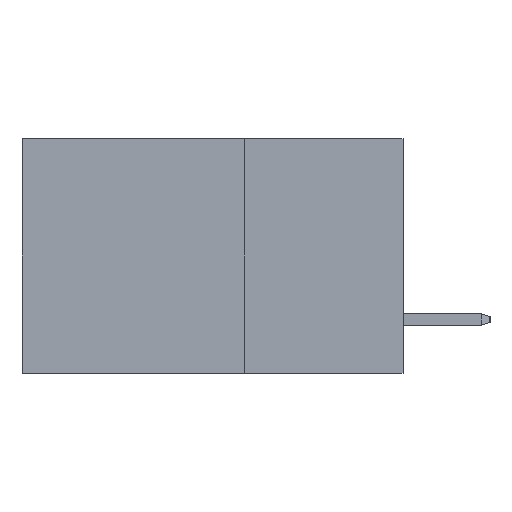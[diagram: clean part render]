
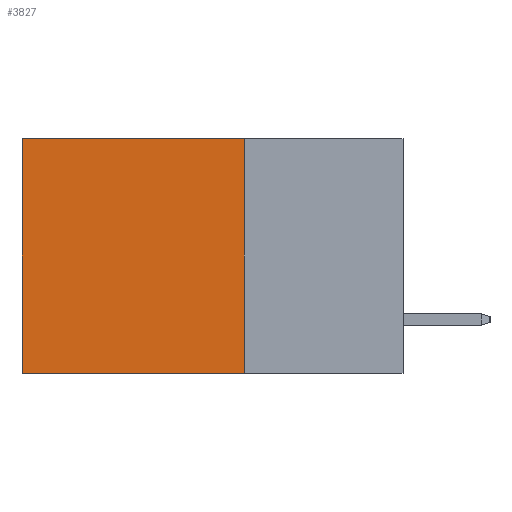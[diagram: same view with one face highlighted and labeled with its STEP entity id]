
A CAD part, left-side view. The second image highlights one B-rep face of the part: STEP entity #3827.
In plain terms, the highlighted planar face has unit normal (-1, 0, 0).
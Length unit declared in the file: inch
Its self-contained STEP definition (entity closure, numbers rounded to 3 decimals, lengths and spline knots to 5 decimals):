
#176 = FACE_OUTER_BOUND ( 'NONE', #3800, .T. ) ;
#388 = CARTESIAN_POINT ( 'NONE',  ( 0.2875, 0.6, 0. ) ) ;
#728 = CARTESIAN_POINT ( 'NONE',  ( 0.2875, 0.6, 0. ) ) ;
#1331 = CARTESIAN_POINT ( 'NONE',  ( 0.2875, 0.25, 0. ) ) ;
#1414 = LINE ( 'NONE', #388, #5698 ) ;
#1439 = ORIENTED_EDGE ( 'NONE', *, *, #8322, .F. ) ;
#1462 = VERTEX_POINT ( 'NONE', #6151 ) ;
#2645 = EDGE_CURVE ( 'NONE', #3610, #13905, #16223, .T. ) ;
#2750 = EDGE_CURVE ( 'NONE', #3610, #6428, #15708, .T. ) ;
#3331 = DIRECTION ( 'NONE',  ( 0., 0., -1. ) ) ;
#3610 = VERTEX_POINT ( 'NONE', #6626 ) ;
#3800 = EDGE_LOOP ( 'NONE', ( #11192, #1439, #15677, #8682 ) ) ;
#3827 = ADVANCED_FACE ( 'NONE', ( #176 ), #7180, .F. ) ;
#4727 = DIRECTION ( 'NONE',  ( 1., 0., 0. ) ) ;
#5286 = VECTOR ( 'NONE', #11820, 39.37008 ) ;
#5698 = VECTOR ( 'NONE', #11902, 39.37008 ) ;
#5818 = CARTESIAN_POINT ( 'NONE',  ( 0.2875, 0.25, 0. ) ) ;
#6082 = DIRECTION ( 'NONE',  ( 0., 0., -1. ) ) ;
#6151 = CARTESIAN_POINT ( 'NONE',  ( 0.2875, 0.6, -0.37 ) ) ;
#6400 = AXIS2_PLACEMENT_3D ( 'NONE', #5818, #4727, #3331 ) ;
#6428 = VERTEX_POINT ( 'NONE', #728 ) ;
#6626 = CARTESIAN_POINT ( 'NONE',  ( 0.2875, 0.25, 0. ) ) ;
#7105 = CARTESIAN_POINT ( 'NONE',  ( 0.2875, 0.25, 0. ) ) ;
#7180 = PLANE ( 'NONE',  #6400 ) ;
#7940 = LINE ( 'NONE', #15802, #16342 ) ;
#8322 = EDGE_CURVE ( 'NONE', #13905, #1462, #7940, .T. ) ;
#8682 = ORIENTED_EDGE ( 'NONE', *, *, #2750, .T. ) ;
#9369 = DIRECTION ( 'NONE',  ( 0., 1., 0. ) ) ;
#11052 = EDGE_CURVE ( 'NONE', #6428, #1462, #1414, .T. ) ;
#11192 = ORIENTED_EDGE ( 'NONE', *, *, #11052, .T. ) ;
#11820 = DIRECTION ( 'NONE',  ( 0., 1., 0. ) ) ;
#11902 = DIRECTION ( 'NONE',  ( 0., 0., -1. ) ) ;
#13905 = VERTEX_POINT ( 'NONE', #15886 ) ;
#15677 = ORIENTED_EDGE ( 'NONE', *, *, #2645, .F. ) ;
#15708 = LINE ( 'NONE', #1331, #5286 ) ;
#15802 = CARTESIAN_POINT ( 'NONE',  ( 0.2875, 0.25, -0.37 ) ) ;
#15886 = CARTESIAN_POINT ( 'NONE',  ( 0.2875, 0.25, -0.37 ) ) ;
#16072 = VECTOR ( 'NONE', #6082, 39.37008 ) ;
#16223 = LINE ( 'NONE', #7105, #16072 ) ;
#16342 = VECTOR ( 'NONE', #9369, 39.37008 ) ;
